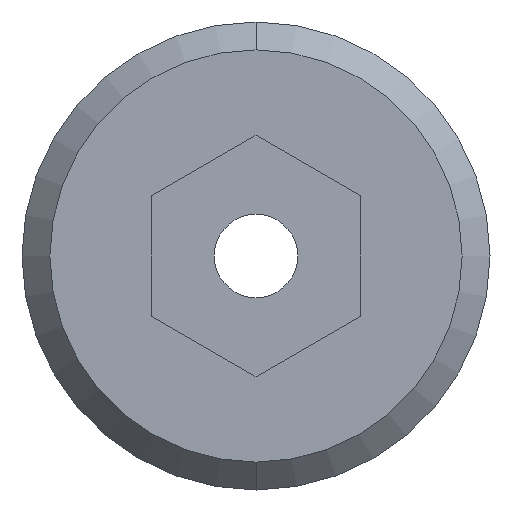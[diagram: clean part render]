
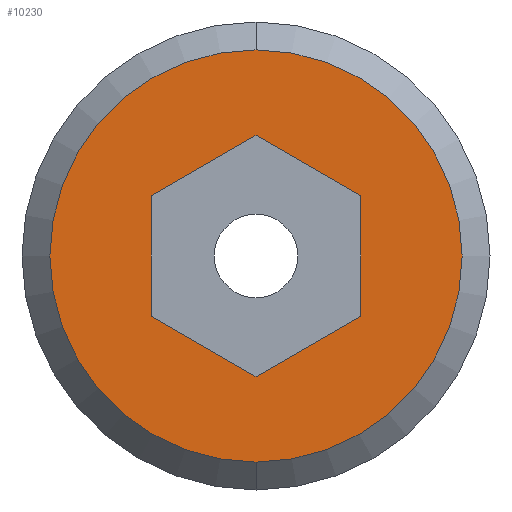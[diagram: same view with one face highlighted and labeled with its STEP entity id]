
A CAD part, left-side view. The second image highlights one B-rep face of the part: STEP entity #10230.
In plain terms, the highlighted planar face has unit normal (-1, 0, 0).
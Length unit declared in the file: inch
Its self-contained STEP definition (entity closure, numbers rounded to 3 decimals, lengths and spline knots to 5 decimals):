
#4721=CARTESIAN_POINT('',(-0.123,0.,0.));
#4722=DIRECTION('',(-1.,0.,0.));
#4723=DIRECTION('',(0.,1.,0.));
#4724=AXIS2_PLACEMENT_3D('',#4721,#4722,#4723);
#4739=DIRECTION('',(0.,0.5,0.866));
#4740=VECTOR('',#4739,0.05196);
#4741=CARTESIAN_POINT('',(-0.123,0.02598,-0.045));
#4742=LINE('',#4741,#4740);
#4743=DIRECTION('',(0.,1.,0.));
#4744=VECTOR('',#4743,0.05196);
#4745=CARTESIAN_POINT('',(-0.123,-0.02598,-0.045));
#4746=LINE('',#4745,#4744);
#4747=DIRECTION('',(0.,0.5,-0.866));
#4748=VECTOR('',#4747,0.05196);
#4749=CARTESIAN_POINT('',(-0.123,-0.05196,0.));
#4750=LINE('',#4749,#4748);
#4751=DIRECTION('',(0.,-0.5,-0.866));
#4752=VECTOR('',#4751,0.05196);
#4753=CARTESIAN_POINT('',(-0.123,-0.02598,0.045));
#4754=LINE('',#4753,#4752);
#4755=DIRECTION('',(0.,-1.,0.));
#4756=VECTOR('',#4755,0.05196);
#4757=CARTESIAN_POINT('',(-0.123,0.02598,0.045));
#4758=LINE('',#4757,#4756);
#4759=DIRECTION('',(0.,-0.5,0.866));
#4760=VECTOR('',#4759,0.05196);
#4761=CARTESIAN_POINT('',(-0.123,0.05196,0.));
#4762=LINE('',#4761,#4760);
#4763=CARTESIAN_POINT('',(-0.123,0.,0.));
#4764=DIRECTION('',(1.,0.,0.));
#4765=DIRECTION('',(0.,1.,0.));
#4766=AXIS2_PLACEMENT_3D('',#4763,#4764,#4765);
#5063=CARTESIAN_POINT('',(-0.123,0.08875,0.));
#5064=CARTESIAN_POINT('',(-0.123,-0.08875,0.));
#5065=VERTEX_POINT('',#5063);
#5066=VERTEX_POINT('',#5064);
#5083=CARTESIAN_POINT('',(-0.123,0.02598,-0.045));
#5084=CARTESIAN_POINT('',(-0.123,0.05196,0.));
#5085=VERTEX_POINT('',#5083);
#5086=VERTEX_POINT('',#5084);
#5087=CARTESIAN_POINT('',(-0.123,-0.02598,-0.045));
#5088=VERTEX_POINT('',#5087);
#5089=CARTESIAN_POINT('',(-0.123,-0.05196,0.));
#5090=VERTEX_POINT('',#5089);
#5091=CARTESIAN_POINT('',(-0.123,-0.02598,0.045));
#5092=VERTEX_POINT('',#5091);
#5093=CARTESIAN_POINT('',(-0.123,0.02598,0.045));
#5094=VERTEX_POINT('',#5093);
#10206=CARTESIAN_POINT('',(-0.123,0.,0.));
#10207=DIRECTION('',(1.,0.,0.));
#10208=DIRECTION('',(0.,-1.,0.));
#10209=AXIS2_PLACEMENT_3D('',#10206,#10207,#10208);
#10210=PLANE('',#10209);
#10211=ORIENTED_EDGE('',*,*,#10196,.F.);
#10213=ORIENTED_EDGE('',*,*,#10212,.T.);
#10214=EDGE_LOOP('',(#10211,#10213));
#10215=FACE_OUTER_BOUND('',#10214,.F.);
#10217=ORIENTED_EDGE('',*,*,#10216,.F.);
#10219=ORIENTED_EDGE('',*,*,#10218,.F.);
#10221=ORIENTED_EDGE('',*,*,#10220,.F.);
#10223=ORIENTED_EDGE('',*,*,#10222,.F.);
#10225=ORIENTED_EDGE('',*,*,#10224,.F.);
#10227=ORIENTED_EDGE('',*,*,#10226,.F.);
#10228=EDGE_LOOP('',(#10217,#10219,#10221,#10223,#10225,#10227));
#10229=FACE_BOUND('',#10228,.F.);
#4725=CIRCLE('',#4724,0.08875);
#4767=CIRCLE('',#4766,0.08875);
#10196=EDGE_CURVE('',#5065,#5066,#4725,.T.);
#10212=EDGE_CURVE('',#5065,#5066,#4767,.T.);
#10216=EDGE_CURVE('',#5085,#5086,#4742,.T.);
#10218=EDGE_CURVE('',#5088,#5085,#4746,.T.);
#10220=EDGE_CURVE('',#5090,#5088,#4750,.T.);
#10222=EDGE_CURVE('',#5092,#5090,#4754,.T.);
#10224=EDGE_CURVE('',#5094,#5092,#4758,.T.);
#10226=EDGE_CURVE('',#5086,#5094,#4762,.T.);
#10230=ADVANCED_FACE('',(#10215,#10229),#10210,.F.);
